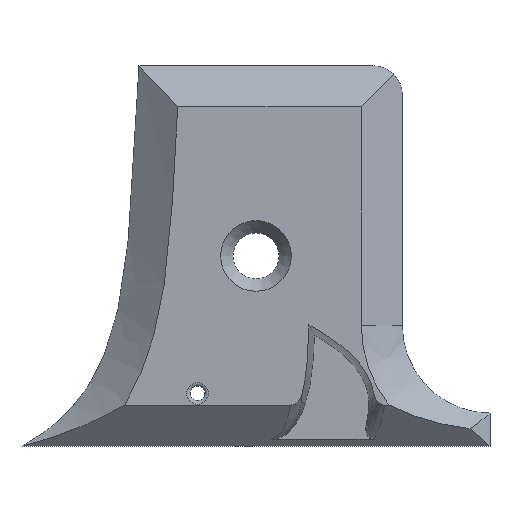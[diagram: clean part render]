
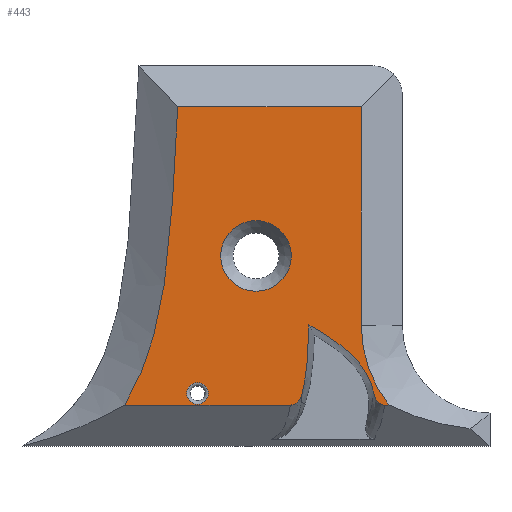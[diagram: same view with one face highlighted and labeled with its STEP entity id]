
A CAD part, top view. The second image highlights one B-rep face of the part: STEP entity #443.
In plain terms, the highlighted planar face has unit normal (0, 0, 1).
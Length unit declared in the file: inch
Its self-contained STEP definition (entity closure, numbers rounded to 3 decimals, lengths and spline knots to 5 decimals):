
#30=FACE_BOUND('',#145,.T.);
#31=FACE_BOUND('',#146,.T.);
#34=CIRCLE('',#484,1.1);
#35=CIRCLE('',#485,0.30174);
#36=CIRCLE('',#486,0.0925);
#49=LINE('',#684,#77);
#50=LINE('',#688,#78);
#51=LINE('',#690,#79);
#52=LINE('',#701,#80);
#77=VECTOR('',#525,0.3937);
#78=VECTOR('',#528,0.3937);
#79=VECTOR('',#529,0.3937);
#80=VECTOR('',#530,0.3937);
#105=PLANE('',#483);
#117=FACE_OUTER_BOUND('',#144,.T.);
#144=EDGE_LOOP('',(#306,#307,#308,#309,#310,#311,#312,#313,#314,#315));
#145=EDGE_LOOP('',(#316));
#146=EDGE_LOOP('',(#317));
#174=B_SPLINE_CURVE_WITH_KNOTS('',3,(#650,#651,#652,#653,#654,#655,#656,
#657,#658,#659),.UNSPECIFIED.,.F.,.F.,(4,2,2,2,4),(0.,0.06541,
0.13792,0.23763,0.39763),.UNSPECIFIED.);
#178=B_SPLINE_CURVE_WITH_KNOTS('',3,(#692,#693,#694,#695,#696,#697,#698,
#699),.UNSPECIFIED.,.F.,.F.,(4,1,1,1,1,4),(0.27209,0.28571,
0.42857,0.57143,0.71429,0.93491),
 .UNSPECIFIED.);
#179=B_SPLINE_CURVE_WITH_KNOTS('',3,(#703,#704,#705,#706,#707,#708,#709,
#710,#711,#712),.UNSPECIFIED.,.F.,.F.,(4,2,2,2,4),(0.06331,0.19577,
0.33214,0.39789,0.46017),.UNSPECIFIED.);
#180=B_SPLINE_CURVE_WITH_KNOTS('',3,(#714,#715,#716,#717,#718,#719,#720,
#721,#722,#723),.UNSPECIFIED.,.F.,.F.,(4,3,1,1,1,4),(-1.46994,
-1.29422,-0.92444,-0.55467,-0.36978,
-0.14242),.UNSPECIFIED.);
#181=B_SPLINE_CURVE_WITH_KNOTS('',3,(#724,#725,#726,#727,#728,#729,#730,
#731,#732,#733,#734,#735,#736,#737),.UNSPECIFIED.,.F.,.F.,(4,2,1,1,1,1,
1,3,4),(-1.98292,-1.66514,-1.33211,-0.99908,
-0.83257,-0.66605,-0.33303,0.,
0.21166),.UNSPECIFIED.);
#193=VERTEX_POINT('',#648);
#194=VERTEX_POINT('',#649);
#197=VERTEX_POINT('',#683);
#198=VERTEX_POINT('',#685);
#199=VERTEX_POINT('',#687);
#200=VERTEX_POINT('',#689);
#201=VERTEX_POINT('',#691);
#202=VERTEX_POINT('',#700);
#203=VERTEX_POINT('',#702);
#204=VERTEX_POINT('',#713);
#205=VERTEX_POINT('',#738);
#206=VERTEX_POINT('',#740);
#235=EDGE_CURVE('',#193,#194,#174,.T.);
#239=EDGE_CURVE('',#197,#193,#49,.T.);
#240=EDGE_CURVE('',#198,#197,#34,.T.);
#241=EDGE_CURVE('',#199,#198,#50,.T.);
#242=EDGE_CURVE('',#200,#199,#51,.T.);
#243=EDGE_CURVE('',#201,#200,#178,.T.);
#244=EDGE_CURVE('',#202,#201,#52,.T.);
#245=EDGE_CURVE('',#203,#202,#179,.T.);
#246=EDGE_CURVE('',#204,#203,#180,.T.);
#247=EDGE_CURVE('',#194,#204,#181,.T.);
#248=EDGE_CURVE('',#205,#205,#35,.T.);
#249=EDGE_CURVE('',#206,#206,#36,.T.);
#306=ORIENTED_EDGE('',*,*,#235,.F.);
#307=ORIENTED_EDGE('',*,*,#239,.F.);
#308=ORIENTED_EDGE('',*,*,#240,.F.);
#309=ORIENTED_EDGE('',*,*,#241,.F.);
#310=ORIENTED_EDGE('',*,*,#242,.F.);
#311=ORIENTED_EDGE('',*,*,#243,.F.);
#312=ORIENTED_EDGE('',*,*,#244,.F.);
#313=ORIENTED_EDGE('',*,*,#245,.F.);
#314=ORIENTED_EDGE('',*,*,#246,.F.);
#315=ORIENTED_EDGE('',*,*,#247,.F.);
#316=ORIENTED_EDGE('',*,*,#248,.F.);
#317=ORIENTED_EDGE('',*,*,#249,.F.);
#443=ADVANCED_FACE('',(#117,#30,#31),#105,.T.);
#483=AXIS2_PLACEMENT_3D('',#682,#523,#524);
#484=AXIS2_PLACEMENT_3D('',#686,#526,#527);
#485=AXIS2_PLACEMENT_3D('',#739,#531,#532);
#486=AXIS2_PLACEMENT_3D('',#741,#533,#534);
#523=DIRECTION('center_axis',(0.,0.,1.));
#524=DIRECTION('ref_axis',(1.,0.,0.));
#525=DIRECTION('',(-1.,0.,0.));
#526=DIRECTION('center_axis',(0.,0.,1.));
#527=DIRECTION('ref_axis',(-1.,0.,0.));
#528=DIRECTION('',(0.,-1.,0.));
#529=DIRECTION('',(1.,0.,0.));
#530=DIRECTION('',(-1.,0.,0.));
#531=DIRECTION('center_axis',(0.,0.,1.));
#532=DIRECTION('ref_axis',(1.,0.,0.));
#533=DIRECTION('center_axis',(0.,0.,1.));
#534=DIRECTION('ref_axis',(1.,0.,0.));
#648=CARTESIAN_POINT('',(3.09907,-2.9,0.3125));
#649=CARTESIAN_POINT('',(3.00481,-2.78843,0.3125));
#650=CARTESIAN_POINT('Ctrl Pts',(3.09907,-2.9,0.3125));
#651=CARTESIAN_POINT('Ctrl Pts',(3.09049,-2.9,0.3125));
#652=CARTESIAN_POINT('Ctrl Pts',(3.08213,-2.89831,0.3125));
#653=CARTESIAN_POINT('Ctrl Pts',(3.06534,-2.89151,0.3125));
#654=CARTESIAN_POINT('Ctrl Pts',(3.05737,-2.88621,0.3125));
#655=CARTESIAN_POINT('Ctrl Pts',(3.04058,-2.871,0.3125));
#656=CARTESIAN_POINT('Ctrl Pts',(3.0326,-2.86016,0.3125));
#657=CARTESIAN_POINT('Ctrl Pts',(3.01586,-2.83026,0.3125));
#658=CARTESIAN_POINT('Ctrl Pts',(3.00896,-2.80923,0.3125));
#659=CARTESIAN_POINT('Ctrl Pts',(3.00481,-2.78843,0.3125));
#682=CARTESIAN_POINT('Origin',(2.,-1.625,0.3125));
#683=CARTESIAN_POINT('',(3.13733,-2.9,0.3125));
#684=CARTESIAN_POINT('',(1.,-2.9,0.3125));
#685=CARTESIAN_POINT('',(2.9,-2.2175,0.3125));
#686=CARTESIAN_POINT('Origin',(4.,-2.2175,0.3125));
#687=CARTESIAN_POINT('',(2.9,-0.35,0.3125));
#688=CARTESIAN_POINT('',(2.9,-1.92125,0.3125));
#689=CARTESIAN_POINT('',(1.33095,-0.35,0.3125));
#690=CARTESIAN_POINT('',(2.625,-0.35,0.3125));
#691=CARTESIAN_POINT('',(0.87675,-2.9,0.3125));
#692=CARTESIAN_POINT('Ctrl Pts',(0.87681,-2.90004,0.3125));
#693=CARTESIAN_POINT('Ctrl Pts',(0.88507,-2.88668,0.3125));
#694=CARTESIAN_POINT('Ctrl Pts',(0.97798,-2.73213,0.3125));
#695=CARTESIAN_POINT('Ctrl Pts',(1.11062,-2.4135,0.3125));
#696=CARTESIAN_POINT('Ctrl Pts',(1.21799,-1.91166,0.3125));
#697=CARTESIAN_POINT('Ctrl Pts',(1.28691,-1.25511,0.3125));
#698=CARTESIAN_POINT('Ctrl Pts',(1.31178,-0.71212,0.3125));
#699=CARTESIAN_POINT('Ctrl Pts',(1.33098,-0.35,0.3125));
#700=CARTESIAN_POINT('',(2.29406,-2.9,0.3125));
#701=CARTESIAN_POINT('',(1.,-2.9,0.3125));
#702=CARTESIAN_POINT('',(2.38812,-2.82306,0.3125));
#703=CARTESIAN_POINT('Ctrl Pts',(2.38812,-2.82306,0.3125));
#704=CARTESIAN_POINT('Ctrl Pts',(2.38105,-2.83821,0.3125));
#705=CARTESIAN_POINT('Ctrl Pts',(2.37245,-2.85182,0.3125));
#706=CARTESIAN_POINT('Ctrl Pts',(2.35258,-2.87501,0.3125));
#707=CARTESIAN_POINT('Ctrl Pts',(2.34144,-2.88423,0.3125));
#708=CARTESIAN_POINT('Ctrl Pts',(2.3241,-2.89353,0.3125));
#709=CARTESIAN_POINT('Ctrl Pts',(2.31815,-2.89596,0.3125));
#710=CARTESIAN_POINT('Ctrl Pts',(2.30611,-2.89917,0.3125));
#711=CARTESIAN_POINT('Ctrl Pts',(2.30011,-2.9,0.3125));
#712=CARTESIAN_POINT('Ctrl Pts',(2.29406,-2.9,0.3125));
#713=CARTESIAN_POINT('',(2.45265,-2.21514,0.3125));
#714=CARTESIAN_POINT('Ctrl Pts',(2.45265,-2.21514,0.3125));
#715=CARTESIAN_POINT('Ctrl Pts',(2.45177,-2.2429,0.3125));
#716=CARTESIAN_POINT('Ctrl Pts',(2.4509,-2.27066,0.3125));
#717=CARTESIAN_POINT('Ctrl Pts',(2.45002,-2.29843,0.3125));
#718=CARTESIAN_POINT('Ctrl Pts',(2.4482,-2.35627,0.3125));
#719=CARTESIAN_POINT('Ctrl Pts',(2.44222,-2.4845,0.3125));
#720=CARTESIAN_POINT('Ctrl Pts',(2.42674,-2.63657,0.3125));
#721=CARTESIAN_POINT('Ctrl Pts',(2.40819,-2.74335,0.3125));
#722=CARTESIAN_POINT('Ctrl Pts',(2.39586,-2.79524,0.3125));
#723=CARTESIAN_POINT('Ctrl Pts',(2.3881,-2.82306,0.3125));
#724=CARTESIAN_POINT('Ctrl Pts',(3.00482,-2.78843,0.3125));
#725=CARTESIAN_POINT('Ctrl Pts',(2.99896,-2.75918,0.3125));
#726=CARTESIAN_POINT('Ctrl Pts',(2.99047,-2.73034,0.3125));
#727=CARTESIAN_POINT('Ctrl Pts',(2.96761,-2.67241,0.3125));
#728=CARTESIAN_POINT('Ctrl Pts',(2.93711,-2.61092,0.3125));
#729=CARTESIAN_POINT('Ctrl Pts',(2.875,-2.52838,0.3125));
#730=CARTESIAN_POINT('Ctrl Pts',(2.80867,-2.46065,0.3125));
#731=CARTESIAN_POINT('Ctrl Pts',(2.7384,-2.39851,0.3125));
#732=CARTESIAN_POINT('Ctrl Pts',(2.64257,-2.32745,0.3125));
#733=CARTESIAN_POINT('Ctrl Pts',(2.56372,-2.27894,0.3125));
#734=CARTESIAN_POINT('Ctrl Pts',(2.52491,-2.25664,0.3125));
#735=CARTESIAN_POINT('Ctrl Pts',(2.50082,-2.24281,0.3125));
#736=CARTESIAN_POINT('Ctrl Pts',(2.47673,-2.22897,0.3125));
#737=CARTESIAN_POINT('Ctrl Pts',(2.45265,-2.21514,0.3125));
#738=CARTESIAN_POINT('',(1.69826,-1.625,0.3125));
#739=CARTESIAN_POINT('Origin',(2.,-1.625,0.3125));
#740=CARTESIAN_POINT('',(1.5925,-2.8,0.3125));
#741=CARTESIAN_POINT('Origin',(1.5,-2.8,0.3125));
